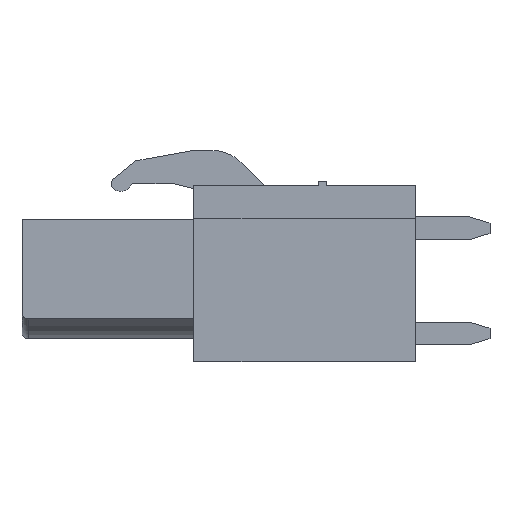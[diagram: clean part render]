
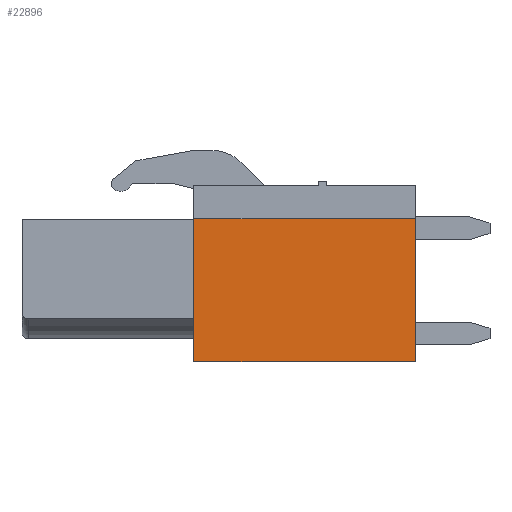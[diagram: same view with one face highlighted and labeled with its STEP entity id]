
A CAD part, left-side view. The second image highlights one B-rep face of the part: STEP entity #22896.
In plain terms, the highlighted planar face has unit normal (-1, 0, 0).
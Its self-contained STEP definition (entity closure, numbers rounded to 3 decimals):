
#6741=DIRECTION('',(0.,0.,1.));
#6742=VECTOR('',#6741,6.9);
#6743=CARTESIAN_POINT('',(-4.08,0.,0.));
#6744=LINE('',#6743,#6742);
#6745=DIRECTION('',(0.,-1.,0.));
#6746=VECTOR('',#6745,10.7);
#6747=CARTESIAN_POINT('',(-4.08,10.7,0.));
#6748=LINE('',#6747,#6746);
#6749=DIRECTION('',(0.,0.,-1.));
#6750=VECTOR('',#6749,6.9);
#6751=CARTESIAN_POINT('',(-4.08,10.7,6.9));
#6752=LINE('',#6751,#6750);
#6753=DIRECTION('',(0.,1.,0.));
#6754=VECTOR('',#6753,10.7);
#6755=CARTESIAN_POINT('',(-4.08,0.,6.9));
#6756=LINE('',#6755,#6754);
#11557=CARTESIAN_POINT('',(-4.08,0.,0.));
#11558=CARTESIAN_POINT('',(-4.08,0.,6.9));
#11559=VERTEX_POINT('',#11557);
#11560=VERTEX_POINT('',#11558);
#11561=CARTESIAN_POINT('',(-4.08,10.7,6.9));
#11562=VERTEX_POINT('',#11561);
#11563=CARTESIAN_POINT('',(-4.08,10.7,0.));
#11564=VERTEX_POINT('',#11563);
#22885=CARTESIAN_POINT('',(-4.08,10.7,4.));
#22886=DIRECTION('',(-1.,0.,0.));
#22887=DIRECTION('',(0.,0.,1.));
#22888=AXIS2_PLACEMENT_3D('',#22885,#22886,#22887);
#22889=PLANE('',#22888);
#22890=ORIENTED_EDGE('',*,*,#19898,.F.);
#22891=ORIENTED_EDGE('',*,*,#19564,.F.);
#22892=ORIENTED_EDGE('',*,*,#14745,.F.);
#22893=ORIENTED_EDGE('',*,*,#19664,.F.);
#22894=EDGE_LOOP('',(#22890,#22891,#22892,#22893));
#22895=FACE_OUTER_BOUND('',#22894,.F.);
#22896=ADVANCED_FACE('',(#22895),#22889,.T.);
#14745=EDGE_CURVE('',#11562,#11564,#6752,.T.);
#19564=EDGE_CURVE('',#11564,#11559,#6748,.T.);
#19664=EDGE_CURVE('',#11560,#11562,#6756,.T.);
#19898=EDGE_CURVE('',#11559,#11560,#6744,.T.);
